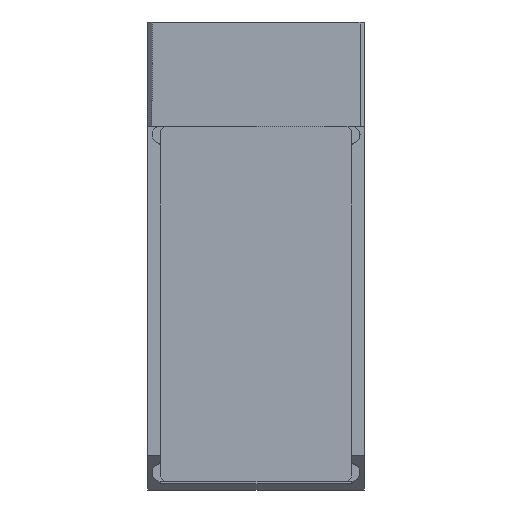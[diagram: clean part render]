
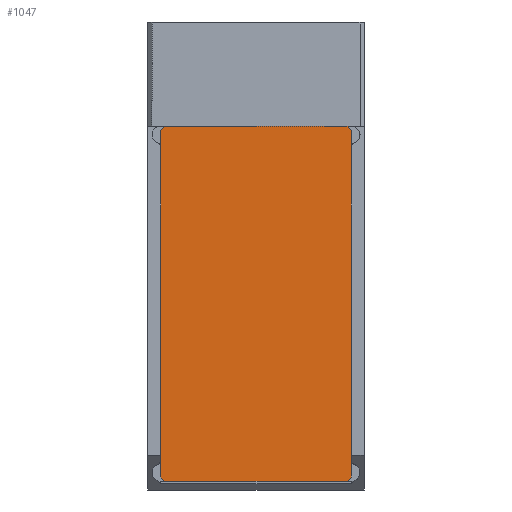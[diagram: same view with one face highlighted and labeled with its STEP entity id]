
A CAD part, left-side view. The second image highlights one B-rep face of the part: STEP entity #1047.
In plain terms, the highlighted planar face has unit normal (-1, 0, 0).
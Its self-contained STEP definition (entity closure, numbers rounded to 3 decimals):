
#15 = CARTESIAN_POINT ( 'NONE',  ( 2., -23.5, 1.5 ) ) ;
#43 = VERTEX_POINT ( 'NONE', #246 ) ;
#82 = FACE_OUTER_BOUND ( 'NONE', #989, .T. ) ;
#141 = LINE ( 'NONE', #746, #430 ) ;
#167 = CARTESIAN_POINT ( 'NONE',  ( 2., -23., 1. ) ) ;
#200 = CARTESIAN_POINT ( 'NONE',  ( 2., -23.5, 41.5 ) ) ;
#215 = ORIENTED_EDGE ( 'NONE', *, *, #623, .T. ) ;
#241 = DIRECTION ( 'NONE',  ( 0., -0.707, 0.707 ) ) ;
#246 = CARTESIAN_POINT ( 'NONE',  ( 2., -1.5, 1.5 ) ) ;
#248 = VERTEX_POINT ( 'NONE', #200 ) ;
#249 = DIRECTION ( 'NONE',  ( 0., 1., 0. ) ) ;
#278 = EDGE_CURVE ( 'NONE', #1435, #43, #1676, .T. ) ;
#280 = VERTEX_POINT ( 'NONE', #570 ) ;
#294 = ORIENTED_EDGE ( 'NONE', *, *, #278, .T. ) ;
#324 = ORIENTED_EDGE ( 'NONE', *, *, #1875, .T. ) ;
#327 = CARTESIAN_POINT ( 'NONE',  ( 2., -2., 42. ) ) ;
#355 = CARTESIAN_POINT ( 'NONE',  ( 2., -1.5, 41.5 ) ) ;
#356 = LINE ( 'NONE', #167, #1466 ) ;
#359 = VERTEX_POINT ( 'NONE', #741 ) ;
#386 = LINE ( 'NONE', #1026, #564 ) ;
#401 = PLANE ( 'NONE',  #1910 ) ;
#407 = CARTESIAN_POINT ( 'NONE',  ( 2., -23.5, 1.5 ) ) ;
#430 = VECTOR ( 'NONE', #2008, 1000. ) ;
#450 = VERTEX_POINT ( 'NONE', #327 ) ;
#502 = ORIENTED_EDGE ( 'NONE', *, *, #1445, .T. ) ;
#562 = LINE ( 'NONE', #407, #718 ) ;
#564 = VECTOR ( 'NONE', #1825, 1000. ) ;
#570 = CARTESIAN_POINT ( 'NONE',  ( 2., -23., 1. ) ) ;
#581 = DIRECTION ( 'NONE',  ( 0., 0., -1. ) ) ;
#623 = EDGE_CURVE ( 'NONE', #359, #450, #712, .T. ) ;
#712 = LINE ( 'NONE', #1665, #1404 ) ;
#718 = VECTOR ( 'NONE', #241, 1000. ) ;
#741 = CARTESIAN_POINT ( 'NONE',  ( 2., -23., 42. ) ) ;
#746 = CARTESIAN_POINT ( 'NONE',  ( 2., -2., 42. ) ) ;
#776 = ORIENTED_EDGE ( 'NONE', *, *, #1139, .T. ) ;
#809 = ORIENTED_EDGE ( 'NONE', *, *, #1698, .T. ) ;
#989 = EDGE_LOOP ( 'NONE', ( #1046, #776, #215, #1920, #294, #502, #809, #324 ) ) ;
#1008 = LINE ( 'NONE', #1989, #1817 ) ;
#1012 = CARTESIAN_POINT ( 'NONE',  ( 2., -1.5, 41.5 ) ) ;
#1026 = CARTESIAN_POINT ( 'NONE',  ( 2., -2., 1. ) ) ;
#1046 = ORIENTED_EDGE ( 'NONE', *, *, #1282, .T. ) ;
#1047 = ADVANCED_FACE ( 'NONE', ( #82 ), #401, .F. ) ;
#1060 = CARTESIAN_POINT ( 'NONE',  ( 2., -23.5, 41.5 ) ) ;
#1107 = DIRECTION ( 'NONE',  ( 0., -1., 0. ) ) ;
#1139 = EDGE_CURVE ( 'NONE', #248, #359, #1008, .T. ) ;
#1176 = VERTEX_POINT ( 'NONE', #15 ) ;
#1186 = DIRECTION ( 'NONE',  ( 0., -1., 0. ) ) ;
#1282 = EDGE_CURVE ( 'NONE', #1176, #248, #1848, .T. ) ;
#1288 = EDGE_CURVE ( 'NONE', #450, #1435, #141, .T. ) ;
#1315 = VECTOR ( 'NONE', #1684, 1000. ) ;
#1333 = DIRECTION ( 'NONE',  ( 1., 0., 0. ) ) ;
#1404 = VECTOR ( 'NONE', #249, 1000. ) ;
#1435 = VERTEX_POINT ( 'NONE', #1012 ) ;
#1445 = EDGE_CURVE ( 'NONE', #43, #1986, #386, .T. ) ;
#1466 = VECTOR ( 'NONE', #1107, 1000. ) ;
#1662 = DIRECTION ( 'NONE',  ( 0., 0.707, 0.707 ) ) ;
#1665 = CARTESIAN_POINT ( 'NONE',  ( 2., -23., 42. ) ) ;
#1676 = LINE ( 'NONE', #355, #2006 ) ;
#1681 = CARTESIAN_POINT ( 'NONE',  ( 2., -2., 1. ) ) ;
#1684 = DIRECTION ( 'NONE',  ( 0., 0., 1. ) ) ;
#1698 = EDGE_CURVE ( 'NONE', #1986, #280, #356, .T. ) ;
#1817 = VECTOR ( 'NONE', #1662, 1000. ) ;
#1825 = DIRECTION ( 'NONE',  ( 0., -0.707, -0.707 ) ) ;
#1848 = LINE ( 'NONE', #1060, #1315 ) ;
#1875 = EDGE_CURVE ( 'NONE', #280, #1176, #562, .T. ) ;
#1910 = AXIS2_PLACEMENT_3D ( 'NONE', #1979, #1333, #1186 ) ;
#1920 = ORIENTED_EDGE ( 'NONE', *, *, #1288, .T. ) ;
#1979 = CARTESIAN_POINT ( 'NONE',  ( 2., -23.5, 1. ) ) ;
#1986 = VERTEX_POINT ( 'NONE', #1681 ) ;
#1989 = CARTESIAN_POINT ( 'NONE',  ( 2., -23.5, 41.5 ) ) ;
#2006 = VECTOR ( 'NONE', #581, 1000. ) ;
#2008 = DIRECTION ( 'NONE',  ( 0., 0.707, -0.707 ) ) ;
